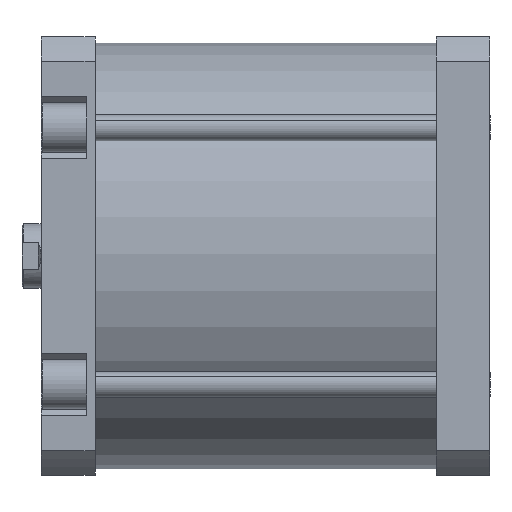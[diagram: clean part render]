
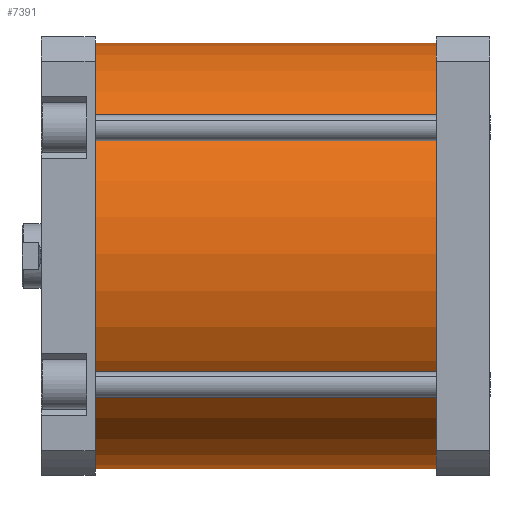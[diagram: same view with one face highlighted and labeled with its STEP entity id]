
A CAD part, front view. The second image highlights one B-rep face of the part: STEP entity #7391.
In plain terms, the highlighted cylindrical face has radius 131 mm (diameter 262 mm), a partial arc.
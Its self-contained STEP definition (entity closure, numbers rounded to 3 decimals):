
#264 = EDGE_CURVE ( 'NONE', #4630, #4821, #2343, .T. ) ;
#284 = EDGE_CURVE ( 'NONE', #4667, #4821, #2372, .T. ) ;
#306 = EDGE_CURVE ( 'NONE', #4806, #4630, #2405, .T. ) ;
#328 = EDGE_CURVE ( 'NONE', #4806, #4667, #2446, .T. ) ;
#520 = AXIS2_PLACEMENT_3D ( 'NONE', #1596, #1597, #1598 ) ;
#550 = AXIS2_PLACEMENT_3D ( 'NONE', #1749, #1752, #1753 ) ;
#896 = AXIS2_PLACEMENT_3D ( 'NONE', #4383, #4378, #4379 ) ;
#1596 = CARTESIAN_POINT ( 'NONE',  ( 0., 0., 0. ) ) ;
#1597 = DIRECTION ( 'NONE',  ( 0., 0., 1. ) ) ;
#1598 = DIRECTION ( 'NONE',  ( 1., 0., 0. ) ) ;
#1640 = CARTESIAN_POINT ( 'NONE',  ( -131., 0., 210. ) ) ;
#1647 = DIRECTION ( 'NONE',  ( 0., 0., -1. ) ) ;
#1699 = CARTESIAN_POINT ( 'NONE',  ( 131., 0., 210. ) ) ;
#1700 = DIRECTION ( 'NONE',  ( 0., 0., -1. ) ) ;
#1749 = CARTESIAN_POINT ( 'NONE',  ( 0., 0., 210. ) ) ;
#1752 = DIRECTION ( 'NONE',  ( 0., 0., 1. ) ) ;
#1753 = DIRECTION ( 'NONE',  ( 1., 0., 0. ) ) ;
#2159 = CARTESIAN_POINT ( 'NONE',  ( 131., 0., 0. ) ) ;
#2190 = CARTESIAN_POINT ( 'NONE',  ( -131., 0., 210. ) ) ;
#2343 = CIRCLE ( 'NONE', #520, 131. ) ;
#2370 = VECTOR ( 'NONE', #1647, 1000. ) ;
#2372 = LINE ( 'NONE', #1640, #2370 ) ;
#2396 = VECTOR ( 'NONE', #1700, 1000. ) ;
#2405 = LINE ( 'NONE', #1699, #2396 ) ;
#2446 = CIRCLE ( 'NONE', #550, 131. ) ;
#3212 = CARTESIAN_POINT ( 'NONE',  ( 131., 0., 210. ) ) ;
#3226 = CARTESIAN_POINT ( 'NONE',  ( -131., 0., 0. ) ) ;
#4378 = DIRECTION ( 'NONE',  ( 0., 0., -1. ) ) ;
#4379 = DIRECTION ( 'NONE',  ( -1., 0., 0. ) ) ;
#4383 = CARTESIAN_POINT ( 'NONE',  ( 0., 0., 210. ) ) ;
#4630 = VERTEX_POINT ( 'NONE', #2159 ) ;
#4667 = VERTEX_POINT ( 'NONE', #2190 ) ;
#4806 = VERTEX_POINT ( 'NONE', #3212 ) ;
#4821 = VERTEX_POINT ( 'NONE', #3226 ) ;
#5178 = CYLINDRICAL_SURFACE ( 'NONE', #896, 131. ) ;
#5182 = FACE_OUTER_BOUND ( 'NONE', #7639, .T. ) ;
#7116 = ORIENTED_EDGE ( 'NONE', *, *, #264, .T. ) ;
#7118 = ORIENTED_EDGE ( 'NONE', *, *, #328, .F. ) ;
#7122 = ORIENTED_EDGE ( 'NONE', *, *, #306, .T. ) ;
#7124 = ORIENTED_EDGE ( 'NONE', *, *, #284, .F. ) ;
#7391 = ADVANCED_FACE ( 'NONE', ( #5182 ), #5178, .T. ) ;
#7639 = EDGE_LOOP ( 'NONE', ( #7118, #7122, #7116, #7124 ) ) ;
